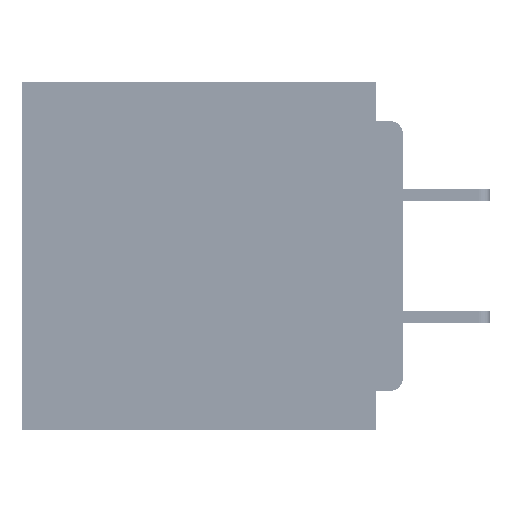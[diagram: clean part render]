
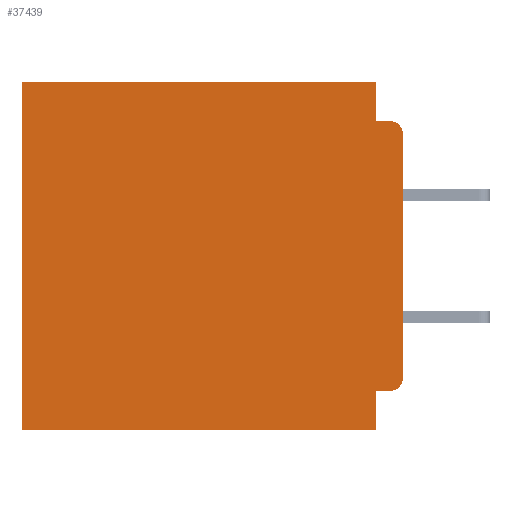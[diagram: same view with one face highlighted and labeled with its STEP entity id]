
A CAD part, left-side view. The second image highlights one B-rep face of the part: STEP entity #37439.
In plain terms, the highlighted planar face has unit normal (-1, 0, 0).
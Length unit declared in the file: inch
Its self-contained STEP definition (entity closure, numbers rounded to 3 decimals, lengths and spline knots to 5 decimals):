
#415 = VECTOR ( 'NONE', #12135, 39.37008 ) ;
#1108 = CARTESIAN_POINT ( 'NONE',  ( 0.3, 0., -0.4 ) ) ;
#1135 = CARTESIAN_POINT ( 'NONE',  ( 0.3, 0.437, -0.4 ) ) ;
#1173 = AXIS2_PLACEMENT_3D ( 'NONE', #41131, #9165, #46452 ) ;
#1864 = CARTESIAN_POINT ( 'NONE',  ( 0.3, 0., -0.34 ) ) ;
#2063 = CARTESIAN_POINT ( 'NONE',  ( 0.3, 0.031, -0.045 ) ) ;
#2117 = VECTOR ( 'NONE', #37939, 39.37008 ) ;
#4205 = CARTESIAN_POINT ( 'NONE',  ( 0.3, 0.031, -0.4 ) ) ;
#4242 = LINE ( 'NONE', #60596, #30998 ) ;
#4433 = DIRECTION ( 'NONE',  ( 0., 0., -1. ) ) ;
#5535 = VECTOR ( 'NONE', #26757, 39.37008 ) ;
#6519 = DIRECTION ( 'NONE',  ( 1., 0., 0. ) ) ;
#9165 = DIRECTION ( 'NONE',  ( -1., 0., 0. ) ) ;
#10840 = CARTESIAN_POINT ( 'NONE',  ( 0.3, 0., 0. ) ) ;
#12135 = DIRECTION ( 'NONE',  ( 0., 0., -1. ) ) ;
#12552 = VERTEX_POINT ( 'NONE', #55404 ) ;
#13735 = ORIENTED_EDGE ( 'NONE', *, *, #54877, .T. ) ;
#16607 = VERTEX_POINT ( 'NONE', #1864 ) ;
#16664 = CARTESIAN_POINT ( 'NONE',  ( 0.3, 0.031, -0.355 ) ) ;
#16815 = LINE ( 'NONE', #27663, #60769 ) ;
#17397 = ORIENTED_EDGE ( 'NONE', *, *, #67902, .F. ) ;
#19583 = EDGE_CURVE ( 'NONE', #36060, #24724, #4242, .T. ) ;
#21322 = ORIENTED_EDGE ( 'NONE', *, *, #35904, .T. ) ;
#24183 = CARTESIAN_POINT ( 'NONE',  ( 0.3, 0.015, -0.355 ) ) ;
#24724 = VERTEX_POINT ( 'NONE', #52815 ) ;
#26585 = DIRECTION ( 'NONE',  ( -1., 0., 0. ) ) ;
#26692 = AXIS2_PLACEMENT_3D ( 'NONE', #1108, #6519, #43828 ) ;
#26757 = DIRECTION ( 'NONE',  ( 0., 1., 0. ) ) ;
#26770 = ORIENTED_EDGE ( 'NONE', *, *, #27125, .T. ) ;
#27125 = EDGE_CURVE ( 'NONE', #50126, #16607, #46700, .T. ) ;
#27663 = CARTESIAN_POINT ( 'NONE',  ( 0.3, 0., -0.4 ) ) ;
#27959 = EDGE_LOOP ( 'NONE', ( #17397, #67840, #36191, #65564, #13735, #21322, #62727, #50726, #57354, #26770 ) ) ;
#29115 = CARTESIAN_POINT ( 'NONE',  ( 0.3, 0.031, 0. ) ) ;
#29354 = EDGE_CURVE ( 'NONE', #50126, #43301, #30603, .T. ) ;
#30275 = EDGE_CURVE ( 'NONE', #43301, #12552, #67649, .T. ) ;
#30603 = LINE ( 'NONE', #53852, #2117 ) ;
#30998 = VECTOR ( 'NONE', #55279, 39.37008 ) ;
#32064 = CARTESIAN_POINT ( 'NONE',  ( 0.3, 0.437, 0. ) ) ;
#33147 = PLANE ( 'NONE',  #26692 ) ;
#33822 = EDGE_CURVE ( 'NONE', #64837, #36060, #48383, .T. ) ;
#35904 = EDGE_CURVE ( 'NONE', #67059, #40115, #63007, .T. ) ;
#36060 = VERTEX_POINT ( 'NONE', #2063 ) ;
#36191 = ORIENTED_EDGE ( 'NONE', *, *, #19583, .F. ) ;
#37439 = ADVANCED_FACE ( 'NONE', ( #51278 ), #33147, .F. ) ;
#37939 = DIRECTION ( 'NONE',  ( 0., 1., 0. ) ) ;
#40115 = VERTEX_POINT ( 'NONE', #51273 ) ;
#41131 = CARTESIAN_POINT ( 'NONE',  ( 0.3, 0.015, -0.34 ) ) ;
#43301 = VERTEX_POINT ( 'NONE', #16664 ) ;
#43828 = DIRECTION ( 'NONE',  ( 0., 0., -1. ) ) ;
#44700 = LINE ( 'NONE', #49339, #415 ) ;
#45070 = VECTOR ( 'NONE', #60724, 39.37008 ) ;
#46407 = LINE ( 'NONE', #10840, #5535 ) ;
#46452 = DIRECTION ( 'NONE',  ( 0., 0., -1. ) ) ;
#46700 = CIRCLE ( 'NONE', #1173, 0.015 ) ;
#48383 = LINE ( 'NONE', #65779, #45070 ) ;
#49339 = CARTESIAN_POINT ( 'NONE',  ( 0.3, 0., -0.4 ) ) ;
#50126 = VERTEX_POINT ( 'NONE', #24183 ) ;
#50687 = VECTOR ( 'NONE', #59315, 39.37008 ) ;
#50726 = ORIENTED_EDGE ( 'NONE', *, *, #30275, .F. ) ;
#51273 = CARTESIAN_POINT ( 'NONE',  ( 0.3, 0.437, -0.4 ) ) ;
#51278 = FACE_OUTER_BOUND ( 'NONE', #27959, .T. ) ;
#52815 = CARTESIAN_POINT ( 'NONE',  ( 0.3, 0.015, -0.045 ) ) ;
#53626 = VECTOR ( 'NONE', #4433, 39.37008 ) ;
#53852 = CARTESIAN_POINT ( 'NONE',  ( 0.3, 0., -0.355 ) ) ;
#53858 = CIRCLE ( 'NONE', #62228, 0.015 ) ;
#54877 = EDGE_CURVE ( 'NONE', #64837, #67059, #46407, .T. ) ;
#55279 = DIRECTION ( 'NONE',  ( 0., -1., 0. ) ) ;
#55404 = CARTESIAN_POINT ( 'NONE',  ( 0.3, 0.031, -0.4 ) ) ;
#57354 = ORIENTED_EDGE ( 'NONE', *, *, #29354, .F. ) ;
#57985 = CARTESIAN_POINT ( 'NONE',  ( 0.3, 0., -0.06 ) ) ;
#58272 = CARTESIAN_POINT ( 'NONE',  ( 0.3, 0.015, -0.06 ) ) ;
#59315 = DIRECTION ( 'NONE',  ( 0., 0., -1. ) ) ;
#59841 = VERTEX_POINT ( 'NONE', #57985 ) ;
#60596 = CARTESIAN_POINT ( 'NONE',  ( 0.3, 0., -0.045 ) ) ;
#60724 = DIRECTION ( 'NONE',  ( 0., 0., -1. ) ) ;
#60769 = VECTOR ( 'NONE', #64618, 39.37008 ) ;
#62228 = AXIS2_PLACEMENT_3D ( 'NONE', #58272, #26585, #63542 ) ;
#62547 = EDGE_CURVE ( 'NONE', #59841, #24724, #53858, .T. ) ;
#62727 = ORIENTED_EDGE ( 'NONE', *, *, #65277, .F. ) ;
#63007 = LINE ( 'NONE', #1135, #50687 ) ;
#63542 = DIRECTION ( 'NONE',  ( 0., 0., -1. ) ) ;
#64618 = DIRECTION ( 'NONE',  ( 0., 1., 0. ) ) ;
#64837 = VERTEX_POINT ( 'NONE', #29115 ) ;
#65277 = EDGE_CURVE ( 'NONE', #12552, #40115, #16815, .T. ) ;
#65564 = ORIENTED_EDGE ( 'NONE', *, *, #33822, .F. ) ;
#65779 = CARTESIAN_POINT ( 'NONE',  ( 0.3, 0.031, 0. ) ) ;
#67059 = VERTEX_POINT ( 'NONE', #32064 ) ;
#67649 = LINE ( 'NONE', #4205, #53626 ) ;
#67840 = ORIENTED_EDGE ( 'NONE', *, *, #62547, .T. ) ;
#67902 = EDGE_CURVE ( 'NONE', #59841, #16607, #44700, .T. ) ;
